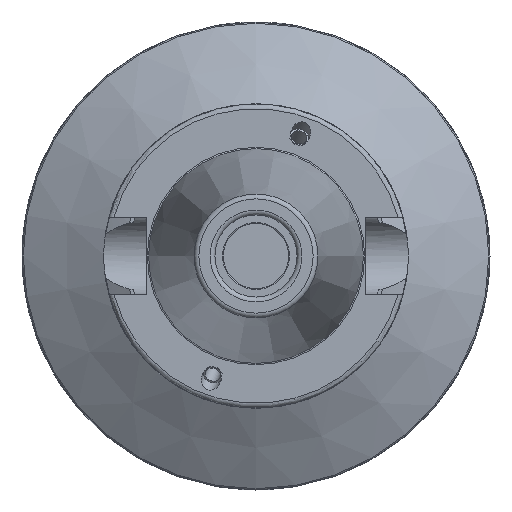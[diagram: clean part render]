
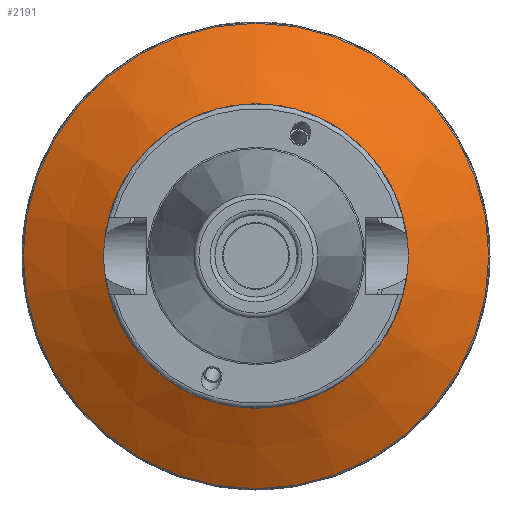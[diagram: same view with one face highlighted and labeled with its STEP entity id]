
A CAD part, left-side view. The second image highlights one B-rep face of the part: STEP entity #2191.
In plain terms, the highlighted conical face has half-angle 60 degrees and reference radius 39.712 mm.
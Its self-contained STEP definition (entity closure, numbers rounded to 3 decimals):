
#189=CIRCLE('',#2450,31.25);
#190=CIRCLE('',#2452,48.175);
#303=CONICAL_SURFACE('',#2451,39.713,1.047);
#337=FACE_OUTER_BOUND('',#475,.T.);
#475=EDGE_LOOP('',(#1543,#1544,#1545,#1546));
#635=LINE('',#3577,#774);
#774=VECTOR('',#2815,39.713);
#950=VERTEX_POINT('',#3571);
#951=VERTEX_POINT('',#3575);
#1179=EDGE_CURVE('',#950,#950,#189,.T.);
#1180=EDGE_CURVE('',#951,#951,#190,.T.);
#1181=EDGE_CURVE('',#951,#950,#635,.T.);
#1543=ORIENTED_EDGE('',*,*,#1180,.F.);
#1544=ORIENTED_EDGE('',*,*,#1181,.T.);
#1545=ORIENTED_EDGE('',*,*,#1179,.F.);
#1546=ORIENTED_EDGE('',*,*,#1181,.F.);
#2191=ADVANCED_FACE('',(#337),#303,.T.);
#2450=AXIS2_PLACEMENT_3D('',#3573,#2809,#2810);
#2451=AXIS2_PLACEMENT_3D('',#3574,#2811,#2812);
#2452=AXIS2_PLACEMENT_3D('',#3576,#2813,#2814);
#2809=DIRECTION('center_axis',(-1.,0.,0.));
#2810=DIRECTION('ref_axis',(0.,0.,1.));
#2811=DIRECTION('center_axis',(1.,0.,0.));
#2812=DIRECTION('ref_axis',(0.,0.,-1.));
#2813=DIRECTION('center_axis',(1.,0.,0.));
#2814=DIRECTION('ref_axis',(0.,0.,1.));
#2815=DIRECTION('',(-0.5,0.,-0.866));
#3571=CARTESIAN_POINT('',(32.144,0.,31.25));
#3573=CARTESIAN_POINT('Origin',(32.144,0.,
0.));
#3574=CARTESIAN_POINT('Origin',(37.03,0.,0.));
#3575=CARTESIAN_POINT('',(41.916,0.,48.175));
#3576=CARTESIAN_POINT('Origin',(41.916,0.,
0.));
#3577=CARTESIAN_POINT('',(37.03,0.,39.713));
